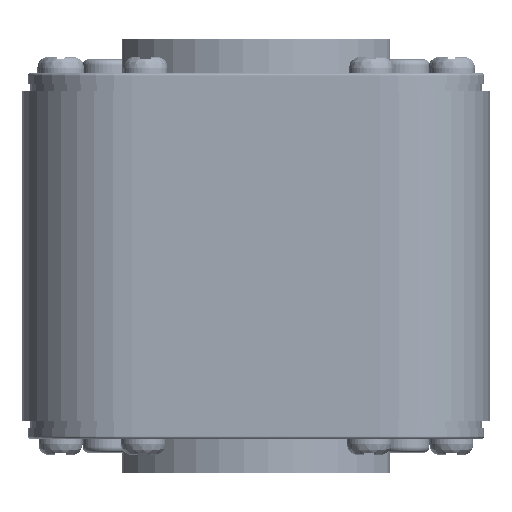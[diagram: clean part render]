
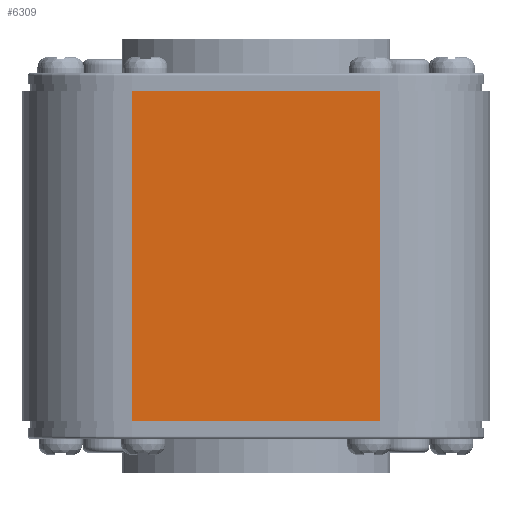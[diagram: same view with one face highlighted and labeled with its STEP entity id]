
A CAD part, front view. The second image highlights one B-rep face of the part: STEP entity #6309.
In plain terms, the highlighted planar face has unit normal (0, -1, 0).
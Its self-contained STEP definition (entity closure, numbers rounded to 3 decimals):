
#1627=LINE('',#73568,#3236);
#1628=LINE('',#73574,#3237);
#1629=LINE('',#73577,#3238);
#1630=LINE('',#73578,#3239);
#3236=VECTOR('',#25501,1.);
#3237=VECTOR('',#25508,1.);
#3238=VECTOR('',#25509,1.);
#3239=VECTOR('',#25510,1.);
#4438=PLANE('',#21795);
#5265=FACE_OUTER_BOUND('',#8729,.T.);
#6309=ADVANCED_FACE('',(#5265),#4438,.T.);
#8729=EDGE_LOOP('',(#12414,#12415,#12416,#12417));
#12414=ORIENTED_EDGE('',*,*,#18697,.T.);
#12415=ORIENTED_EDGE('',*,*,#18698,.T.);
#12416=ORIENTED_EDGE('',*,*,#18694,.F.);
#12417=ORIENTED_EDGE('',*,*,#18699,.T.);
#16246=VERTEX_POINT('',#73569);
#16247=VERTEX_POINT('',#73570);
#16248=VERTEX_POINT('',#73575);
#16249=VERTEX_POINT('',#73576);
#18694=EDGE_CURVE('',#16246,#16247,#1627,.T.);
#18697=EDGE_CURVE('',#16248,#16249,#1628,.T.);
#18698=EDGE_CURVE('',#16249,#16247,#1629,.T.);
#18699=EDGE_CURVE('',#16246,#16248,#1630,.T.);
#21795=AXIS2_PLACEMENT_3D('',#73579,#25511,#25512);
#25501=DIRECTION('',(0.,0.,1.));
#25508=DIRECTION('',(0.,0.,1.));
#25509=DIRECTION('',(-1.,0.,0.));
#25510=DIRECTION('',(1.,0.,0.));
#25511=DIRECTION('',(0.,-1.,0.));
#25512=DIRECTION('',(0.,0.,-1.));
#73568=CARTESIAN_POINT('',(-47.509,-17.613,-20.996));
#73569=CARTESIAN_POINT('',(-47.509,-17.613,-20.496));
#73570=CARTESIAN_POINT('',(-47.509,-17.613,39.504));
#73574=CARTESIAN_POINT('',(-2.509,-17.613,-20.996));
#73575=CARTESIAN_POINT('',(-2.509,-17.613,-20.496));
#73576=CARTESIAN_POINT('',(-2.509,-17.613,39.504));
#73577=CARTESIAN_POINT('',(-47.509,-17.613,39.504));
#73578=CARTESIAN_POINT('',(-2.509,-17.613,-20.496));
#73579=CARTESIAN_POINT('',(-47.509,-17.613,-20.996));
